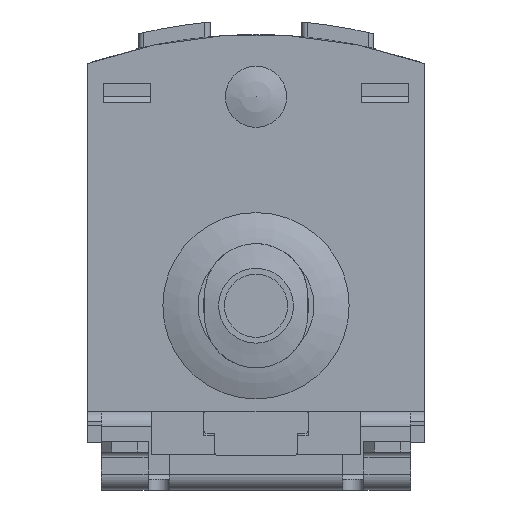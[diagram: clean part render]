
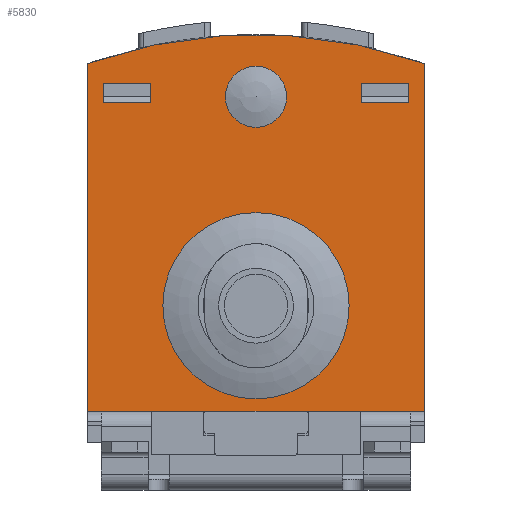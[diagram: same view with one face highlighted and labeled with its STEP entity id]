
A CAD part, front view. The second image highlights one B-rep face of the part: STEP entity #5830.
In plain terms, the highlighted planar face has unit normal (0, -1, 0).
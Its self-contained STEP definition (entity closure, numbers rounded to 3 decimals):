
#221=LINE('',#8085,#700);
#222=LINE('',#8088,#701);
#223=LINE('',#8090,#702);
#224=LINE('',#8093,#703);
#225=LINE('',#8096,#704);
#226=LINE('',#8098,#705);
#227=LINE('',#8100,#706);
#228=LINE('',#8101,#707);
#229=LINE('',#8104,#708);
#230=LINE('',#8106,#709);
#231=LINE('',#8108,#710);
#700=VECTOR('',#6669,1000.);
#701=VECTOR('',#6670,1000.);
#702=VECTOR('',#6671,1000.);
#703=VECTOR('',#6674,1000.);
#704=VECTOR('',#6675,1000.);
#705=VECTOR('',#6676,1000.);
#706=VECTOR('',#6677,1000.);
#707=VECTOR('',#6678,1000.);
#708=VECTOR('',#6679,1000.);
#709=VECTOR('',#6680,1000.);
#710=VECTOR('',#6681,1000.);
#1212=ORIENTED_EDGE('',*,*,#2546,.F.);
#1213=ORIENTED_EDGE('',*,*,#2547,.F.);
#1214=ORIENTED_EDGE('',*,*,#2548,.F.);
#1215=ORIENTED_EDGE('',*,*,#2549,.T.);
#1216=ORIENTED_EDGE('',*,*,#2550,.F.);
#1217=ORIENTED_EDGE('',*,*,#2551,.F.);
#1218=ORIENTED_EDGE('',*,*,#2552,.F.);
#1219=ORIENTED_EDGE('',*,*,#2553,.T.);
#1220=ORIENTED_EDGE('',*,*,#2554,.T.);
#1221=ORIENTED_EDGE('',*,*,#2555,.F.);
#1222=ORIENTED_EDGE('',*,*,#2556,.F.);
#1223=ORIENTED_EDGE('',*,*,#2557,.T.);
#1224=ORIENTED_EDGE('',*,*,#2558,.T.);
#1225=ORIENTED_EDGE('',*,*,#2559,.F.);
#2546=EDGE_CURVE('',#3212,#3212,#3647,.T.);
#2547=EDGE_CURVE('',#3213,#3213,#3648,.F.);
#2548=EDGE_CURVE('',#3214,#3215,#221,.T.);
#2549=EDGE_CURVE('',#3214,#3216,#222,.T.);
#2550=EDGE_CURVE('',#3217,#3216,#223,.T.);
#2551=EDGE_CURVE('',#3215,#3217,#3649,.T.);
#2552=EDGE_CURVE('',#3218,#3219,#224,.T.);
#2553=EDGE_CURVE('',#3218,#3220,#225,.T.);
#2554=EDGE_CURVE('',#3220,#3221,#226,.T.);
#2555=EDGE_CURVE('',#3219,#3221,#227,.T.);
#2556=EDGE_CURVE('',#3222,#3223,#228,.T.);
#2557=EDGE_CURVE('',#3222,#3224,#229,.T.);
#2558=EDGE_CURVE('',#3224,#3225,#230,.T.);
#2559=EDGE_CURVE('',#3223,#3225,#231,.T.);
#3212=VERTEX_POINT('',#8082);
#3213=VERTEX_POINT('',#8084);
#3214=VERTEX_POINT('',#8086);
#3215=VERTEX_POINT('',#8087);
#3216=VERTEX_POINT('',#8089);
#3217=VERTEX_POINT('',#8091);
#3218=VERTEX_POINT('',#8094);
#3219=VERTEX_POINT('',#8095);
#3220=VERTEX_POINT('',#8097);
#3221=VERTEX_POINT('',#8099);
#3222=VERTEX_POINT('',#8102);
#3223=VERTEX_POINT('',#8103);
#3224=VERTEX_POINT('',#8105);
#3225=VERTEX_POINT('',#8107);
#3647=CIRCLE('',#6131,7.475);
#3648=CIRCLE('',#6132,2.9);
#3649=CIRCLE('',#6133,48.);
#3826=EDGE_LOOP('',(#1212));
#3827=EDGE_LOOP('',(#1213));
#3828=EDGE_LOOP('',(#1214,#1215,#1216,#1217));
#3829=EDGE_LOOP('',(#1218,#1219,#1220,#1221));
#3830=EDGE_LOOP('',(#1222,#1223,#1224,#1225));
#4169=FACE_BOUND('',#3826,.T.);
#4170=FACE_BOUND('',#3827,.T.);
#4171=FACE_BOUND('',#3828,.T.);
#4172=FACE_BOUND('',#3829,.T.);
#4173=FACE_BOUND('',#3830,.T.);
#4509=PLANE('',#6130);
#5830=ADVANCED_FACE('',(#4169,#4170,#4171,#4172,#4173),#4509,.F.);
#6130=AXIS2_PLACEMENT_3D('',#8080,#6663,#6664);
#6131=AXIS2_PLACEMENT_3D('',#8081,#6665,#6666);
#6132=AXIS2_PLACEMENT_3D('',#8083,#6667,#6668);
#6133=AXIS2_PLACEMENT_3D('',#8092,#6672,#6673);
#6663=DIRECTION('',(0.,1.,0.));
#6664=DIRECTION('',(0.,0.,1.));
#6665=DIRECTION('',(0.,-1.,0.));
#6666=DIRECTION('',(0.,0.,-1.));
#6667=DIRECTION('',(0.,1.,0.));
#6668=DIRECTION('',(0.,0.,1.));
#6669=DIRECTION('',(0.,0.,1.));
#6670=DIRECTION('',(1.,0.,0.));
#6671=DIRECTION('',(0.,0.,-1.));
#6672=DIRECTION('',(0.,1.,0.));
#6673=DIRECTION('',(1.,0.,0.));
#6674=DIRECTION('',(-1.,0.,0.));
#6675=DIRECTION('',(0.,0.,-1.));
#6676=DIRECTION('',(-1.,0.,0.));
#6677=DIRECTION('',(0.,0.,-1.));
#6678=DIRECTION('',(0.,0.,-1.));
#6679=DIRECTION('',(1.,0.,0.));
#6680=DIRECTION('',(0.,0.,-1.));
#6681=DIRECTION('',(1.,0.,0.));
#8080=CARTESIAN_POINT('',(0.,0.,-28.15));
#8081=CARTESIAN_POINT('',(0.,0.,-5.9));
#8082=CARTESIAN_POINT('',(0.,0.,-13.375));
#8083=CARTESIAN_POINT('',(0.,0.,13.95));
#8084=CARTESIAN_POINT('',(0.,0.,16.85));
#8085=CARTESIAN_POINT('',(-16.,0.,-20.));
#8086=CARTESIAN_POINT('',(-16.,0.,-15.9));
#8087=CARTESIAN_POINT('',(-16.,0.,17.105));
#8088=CARTESIAN_POINT('',(-4.95,0.,-15.9));
#8089=CARTESIAN_POINT('',(16.,0.,-15.9));
#8090=CARTESIAN_POINT('',(16.,0.,17.105));
#8091=CARTESIAN_POINT('',(16.,0.,17.105));
#8092=CARTESIAN_POINT('',(0.,0.,-28.15));
#8093=CARTESIAN_POINT('',(14.5,0.,15.2));
#8094=CARTESIAN_POINT('',(14.5,0.,15.2));
#8095=CARTESIAN_POINT('',(10.,0.,15.2));
#8096=CARTESIAN_POINT('',(14.5,0.,15.2));
#8097=CARTESIAN_POINT('',(14.5,0.,13.45));
#8098=CARTESIAN_POINT('',(14.5,0.,13.45));
#8099=CARTESIAN_POINT('',(10.,0.,13.45));
#8100=CARTESIAN_POINT('',(10.,0.,15.2));
#8101=CARTESIAN_POINT('',(-14.5,0.,15.2));
#8102=CARTESIAN_POINT('',(-14.5,0.,15.2));
#8103=CARTESIAN_POINT('',(-14.5,0.,13.45));
#8104=CARTESIAN_POINT('',(-14.5,0.,15.2));
#8105=CARTESIAN_POINT('',(-10.,0.,15.2));
#8106=CARTESIAN_POINT('',(-10.,0.,15.2));
#8107=CARTESIAN_POINT('',(-10.,0.,13.45));
#8108=CARTESIAN_POINT('',(-14.5,0.,13.45));
